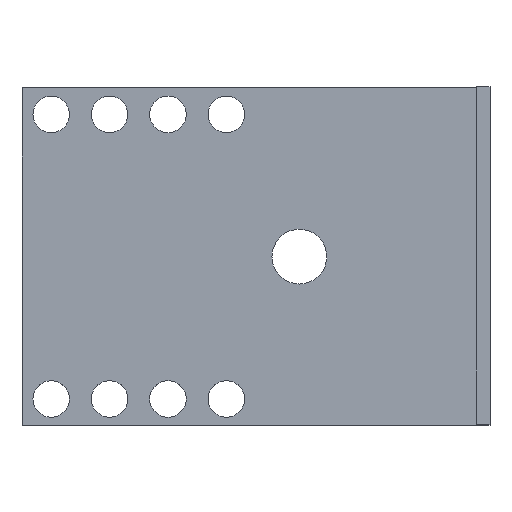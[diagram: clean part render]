
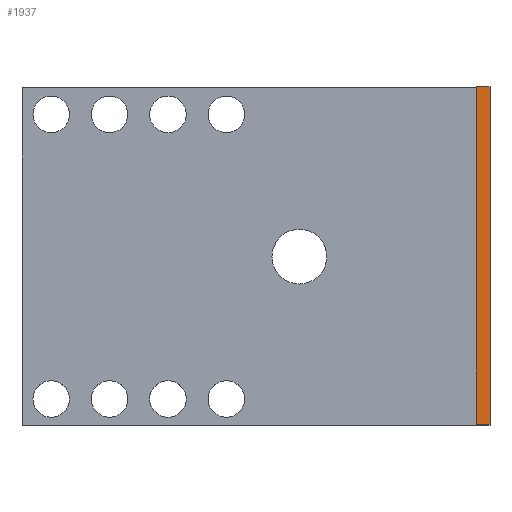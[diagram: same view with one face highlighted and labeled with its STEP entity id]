
A CAD part, top view. The second image highlights one B-rep face of the part: STEP entity #1937.
In plain terms, the highlighted planar face has unit normal (0, 0, 1).
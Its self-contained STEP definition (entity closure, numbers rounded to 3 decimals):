
#187 = PLANE('',#188);
#188 = AXIS2_PLACEMENT_3D('',#189,#190,#191);
#189 = CARTESIAN_POINT('',(49.8,37.,1.5));
#190 = DIRECTION('',(0.,1.,0.));
#191 = DIRECTION('',(1.,0.,0.));
#285 = PLANE('',#286);
#286 = AXIS2_PLACEMENT_3D('',#287,#288,#289);
#287 = CARTESIAN_POINT('',(51.3,0.,1.5));
#288 = DIRECTION('',(0.,-1.,0.));
#289 = DIRECTION('',(-1.,0.,0.));
#666 = PLANE('',#667);
#667 = AXIS2_PLACEMENT_3D('',#668,#669,#670);
#668 = CARTESIAN_POINT('',(49.8,0.,1.5));
#669 = DIRECTION('',(-1.,0.,0.));
#670 = DIRECTION('',(0.,1.,0.));
#931 = PLANE('',#932);
#932 = AXIS2_PLACEMENT_3D('',#933,#934,#935);
#933 = CARTESIAN_POINT('',(51.3,37.,1.5));
#934 = DIRECTION('',(1.,0.,0.));
#935 = DIRECTION('',(0.,-1.,0.));
#949 = VERTEX_POINT('',#950);
#950 = CARTESIAN_POINT('',(49.8,37.,86.));
#971 = EDGE_CURVE('',#949,#972,#974,.T.);
#972 = VERTEX_POINT('',#973);
#973 = CARTESIAN_POINT('',(51.3,37.,86.));
#974 = SURFACE_CURVE('',#975,(#979,#986),.PCURVE_S1.);
#975 = LINE('',#976,#977);
#976 = CARTESIAN_POINT('',(49.8,37.,86.));
#977 = VECTOR('',#978,1.);
#978 = DIRECTION('',(1.,0.,0.));
#979 = PCURVE('',#187,#980);
#980 = DEFINITIONAL_REPRESENTATION('',(#981),#985);
#981 = LINE('',#982,#983);
#982 = CARTESIAN_POINT('',(0.,-84.5));
#983 = VECTOR('',#984,1.);
#984 = DIRECTION('',(1.,0.));
#985 = ( GEOMETRIC_REPRESENTATION_CONTEXT(2) 
PARAMETRIC_REPRESENTATION_CONTEXT() REPRESENTATION_CONTEXT('2D SPACE',''
  ) );
#986 = PCURVE('',#987,#992);
#987 = PLANE('',#988);
#988 = AXIS2_PLACEMENT_3D('',#989,#990,#991);
#989 = CARTESIAN_POINT('',(50.55,18.5,86.));
#990 = DIRECTION('',(-0.,-0.,-1.));
#991 = DIRECTION('',(-1.,0.,0.));
#992 = DEFINITIONAL_REPRESENTATION('',(#993),#997);
#993 = LINE('',#994,#995);
#994 = CARTESIAN_POINT('',(0.75,18.5));
#995 = VECTOR('',#996,1.);
#996 = DIRECTION('',(-1.,0.));
#997 = ( GEOMETRIC_REPRESENTATION_CONTEXT(2) 
PARAMETRIC_REPRESENTATION_CONTEXT() REPRESENTATION_CONTEXT('2D SPACE',''
  ) );
#1025 = VERTEX_POINT('',#1026);
#1026 = CARTESIAN_POINT('',(51.3,0.,86.));
#1047 = EDGE_CURVE('',#1025,#1048,#1050,.T.);
#1048 = VERTEX_POINT('',#1049);
#1049 = CARTESIAN_POINT('',(49.8,0.,86.));
#1050 = SURFACE_CURVE('',#1051,(#1055,#1062),.PCURVE_S1.);
#1051 = LINE('',#1052,#1053);
#1052 = CARTESIAN_POINT('',(51.3,0.,86.));
#1053 = VECTOR('',#1054,1.);
#1054 = DIRECTION('',(-1.,0.,0.));
#1055 = PCURVE('',#285,#1056);
#1056 = DEFINITIONAL_REPRESENTATION('',(#1057),#1061);
#1057 = LINE('',#1058,#1059);
#1058 = CARTESIAN_POINT('',(0.,-84.5));
#1059 = VECTOR('',#1060,1.);
#1060 = DIRECTION('',(1.,0.));
#1061 = ( GEOMETRIC_REPRESENTATION_CONTEXT(2) 
PARAMETRIC_REPRESENTATION_CONTEXT() REPRESENTATION_CONTEXT('2D SPACE',''
  ) );
#1062 = PCURVE('',#987,#1063);
#1063 = DEFINITIONAL_REPRESENTATION('',(#1064),#1068);
#1064 = LINE('',#1065,#1066);
#1065 = CARTESIAN_POINT('',(-0.75,-18.5));
#1066 = VECTOR('',#1067,1.);
#1067 = DIRECTION('',(1.,0.));
#1068 = ( GEOMETRIC_REPRESENTATION_CONTEXT(2) 
PARAMETRIC_REPRESENTATION_CONTEXT() REPRESENTATION_CONTEXT('2D SPACE',''
  ) );
#1339 = EDGE_CURVE('',#1048,#949,#1340,.T.);
#1340 = SURFACE_CURVE('',#1341,(#1345,#1352),.PCURVE_S1.);
#1341 = LINE('',#1342,#1343);
#1342 = CARTESIAN_POINT('',(49.8,0.,86.));
#1343 = VECTOR('',#1344,1.);
#1344 = DIRECTION('',(0.,1.,0.));
#1345 = PCURVE('',#666,#1346);
#1346 = DEFINITIONAL_REPRESENTATION('',(#1347),#1351);
#1347 = LINE('',#1348,#1349);
#1348 = CARTESIAN_POINT('',(0.,-84.5));
#1349 = VECTOR('',#1350,1.);
#1350 = DIRECTION('',(1.,0.));
#1351 = ( GEOMETRIC_REPRESENTATION_CONTEXT(2) 
PARAMETRIC_REPRESENTATION_CONTEXT() REPRESENTATION_CONTEXT('2D SPACE',''
  ) );
#1352 = PCURVE('',#987,#1353);
#1353 = DEFINITIONAL_REPRESENTATION('',(#1354),#1358);
#1354 = LINE('',#1355,#1356);
#1355 = CARTESIAN_POINT('',(0.75,-18.5));
#1356 = VECTOR('',#1357,1.);
#1357 = DIRECTION('',(0.,1.));
#1358 = ( GEOMETRIC_REPRESENTATION_CONTEXT(2) 
PARAMETRIC_REPRESENTATION_CONTEXT() REPRESENTATION_CONTEXT('2D SPACE',''
  ) );
#1681 = EDGE_CURVE('',#972,#1025,#1682,.T.);
#1682 = SURFACE_CURVE('',#1683,(#1687,#1694),.PCURVE_S1.);
#1683 = LINE('',#1684,#1685);
#1684 = CARTESIAN_POINT('',(51.3,37.,86.));
#1685 = VECTOR('',#1686,1.);
#1686 = DIRECTION('',(0.,-1.,0.));
#1687 = PCURVE('',#931,#1688);
#1688 = DEFINITIONAL_REPRESENTATION('',(#1689),#1693);
#1689 = LINE('',#1690,#1691);
#1690 = CARTESIAN_POINT('',(0.,-84.5));
#1691 = VECTOR('',#1692,1.);
#1692 = DIRECTION('',(1.,0.));
#1693 = ( GEOMETRIC_REPRESENTATION_CONTEXT(2) 
PARAMETRIC_REPRESENTATION_CONTEXT() REPRESENTATION_CONTEXT('2D SPACE',''
  ) );
#1694 = PCURVE('',#987,#1695);
#1695 = DEFINITIONAL_REPRESENTATION('',(#1696),#1700);
#1696 = LINE('',#1697,#1698);
#1697 = CARTESIAN_POINT('',(-0.75,18.5));
#1698 = VECTOR('',#1699,1.);
#1699 = DIRECTION('',(0.,-1.));
#1700 = ( GEOMETRIC_REPRESENTATION_CONTEXT(2) 
PARAMETRIC_REPRESENTATION_CONTEXT() REPRESENTATION_CONTEXT('2D SPACE',''
  ) );
#1937 = ADVANCED_FACE('',(#1938),#987,.F.);
#1938 = FACE_BOUND('',#1939,.F.);
#1939 = EDGE_LOOP('',(#1940,#1941,#1942,#1943));
#1940 = ORIENTED_EDGE('',*,*,#1047,.T.);
#1941 = ORIENTED_EDGE('',*,*,#1339,.T.);
#1942 = ORIENTED_EDGE('',*,*,#971,.T.);
#1943 = ORIENTED_EDGE('',*,*,#1681,.T.);
